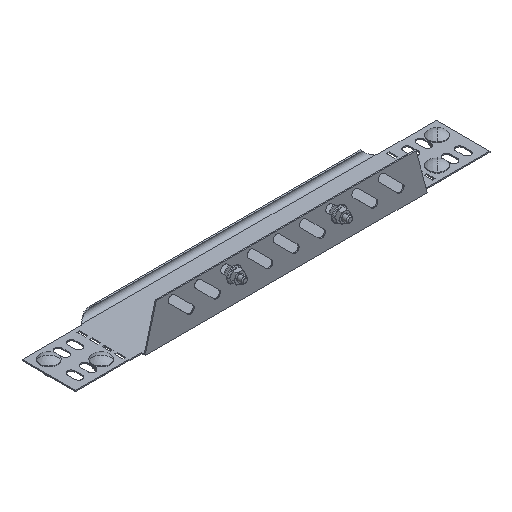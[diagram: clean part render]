
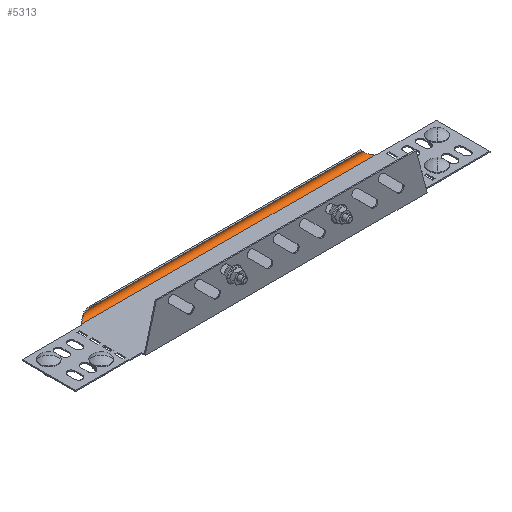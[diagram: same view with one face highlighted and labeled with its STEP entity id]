
A CAD part, isometric view. The second image highlights one B-rep face of the part: STEP entity #5313.
In plain terms, the highlighted cylindrical face has radius 4 mm (diameter 8 mm), a partial arc.
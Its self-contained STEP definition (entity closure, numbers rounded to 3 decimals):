
#107 = CARTESIAN_POINT ( 'NONE',  ( -129.59, 58.106, 7.551 ) ) ;
#235 = CARTESIAN_POINT ( 'NONE',  ( -132.683, 59.019, 4.999 ) ) ;
#316 = DIRECTION ( 'NONE',  ( -1., 0., 0. ) ) ;
#355 = CARTESIAN_POINT ( 'NONE',  ( 137.542, 56.896, 1.456 ) ) ;
#380 = CARTESIAN_POINT ( 'NONE',  ( 130.032, 58.343, 7.232 ) ) ;
#501 = CYLINDRICAL_SURFACE ( 'NONE', #7086, 4. ) ;
#834 = VERTEX_POINT ( 'NONE', #6443 ) ;
#876 = CARTESIAN_POINT ( 'NONE',  ( -138.868, 55.785, 1.058 ) ) ;
#901 = CARTESIAN_POINT ( 'NONE',  ( 130.915, 58.713, 6.539 ) ) ;
#932 = CARTESIAN_POINT ( 'NONE',  ( 136.217, 57.843, 2.159 ) ) ;
#1117 = FACE_OUTER_BOUND ( 'NONE', #4636, .T. ) ;
#1192 = EDGE_CURVE ( 'NONE', #5153, #834, #4640, .T. ) ;
#1523 = CARTESIAN_POINT ( 'NONE',  ( 132.683, 59.019, 4.999 ) ) ;
#1549 = CARTESIAN_POINT ( 'NONE',  ( 139.309, 55.393, 1. ) ) ;
#1832 = CARTESIAN_POINT ( 'NONE',  ( -129.148, 57.828, 7.828 ) ) ;
#1941 = VERTEX_POINT ( 'NONE', #5667 ) ;
#2079 = CARTESIAN_POINT ( 'NONE',  ( -134.891, 58.545, 3.106 ) ) ;
#2111 = CARTESIAN_POINT ( 'NONE',  ( 138.868, 55.785, 1.058 ) ) ;
#2642 = CARTESIAN_POINT ( 'NONE',  ( 197.5, 57.828, 7.828 ) ) ;
#3173 = VERTEX_POINT ( 'NONE', #5611 ) ;
#3381 = LINE ( 'NONE', #2642, #5297 ) ;
#3606 = EDGE_CURVE ( 'NONE', #3173, #1941, #3671, .T. ) ;
#3614 = CARTESIAN_POINT ( 'NONE',  ( -134.008, 58.846, 3.832 ) ) ;
#3671 = B_SPLINE_CURVE_WITH_KNOTS ( 'NONE', 3,
 ( #1832, #107, #5480, #4843, #6008, #3692, #235, #5446, #3614, #2079, #3818, #6167, #3744, #4348, #6076, #876, #6650, #7236 ),
 .UNSPECIFIED., .F., .F.,
 ( 4, 2, 2, 2, 2, 2, 2, 2, 4 ),
 ( 0., 0.125, 0.25, 0.375, 0.5, 0.625, 0.75, 0.875, 1. ),
 .UNSPECIFIED. ) ;
#3692 = CARTESIAN_POINT ( 'NONE',  ( -132.241, 59., 5.395 ) ) ;
#3744 = CARTESIAN_POINT ( 'NONE',  ( -136.659, 57.549, 1.892 ) ) ;
#3803 = ORIENTED_EDGE ( 'NONE', *, *, #4880, .T. ) ;
#3818 = CARTESIAN_POINT ( 'NONE',  ( -135.333, 58.341, 2.766 ) ) ;
#3901 = CARTESIAN_POINT ( 'NONE',  ( 129.148, 57.828, 7.828 ) ) ;
#4238 = VECTOR ( 'NONE', #4890, 1000. ) ;
#4348 = CARTESIAN_POINT ( 'NONE',  ( -137.542, 56.896, 1.456 ) ) ;
#4367 = ORIENTED_EDGE ( 'NONE', *, *, #5276, .F. ) ;
#4401 = CARTESIAN_POINT ( 'NONE',  ( 197.5, 55., 1. ) ) ;
#4423 = CARTESIAN_POINT ( 'NONE',  ( 279.705, 55., 5. ) ) ;
#4445 = CARTESIAN_POINT ( 'NONE',  ( 137.984, 56.537, 1.286 ) ) ;
#4636 = EDGE_LOOP ( 'NONE', ( #6465, #4367, #5666, #3803 ) ) ;
#4640 = B_SPLINE_CURVE_WITH_KNOTS ( 'NONE', 3,
 ( #6732, #1549, #2111, #4445, #355, #6156, #932, #5030, #5602, #7360, #4985, #1523, #7315, #5583, #901, #380, #6211, #3901 ),
 .UNSPECIFIED., .F., .F.,
 ( 4, 2, 2, 2, 2, 2, 2, 2, 4 ),
 ( 0., 0.125, 0.25, 0.375, 0.5, 0.625, 0.75, 0.875, 1. ),
 .UNSPECIFIED. ) ;
#4843 = CARTESIAN_POINT ( 'NONE',  ( -130.915, 58.713, 6.539 ) ) ;
#4853 = LINE ( 'NONE', #4401, #4238 ) ;
#4880 = EDGE_CURVE ( 'NONE', #834, #3173, #3381, .T. ) ;
#4890 = DIRECTION ( 'NONE',  ( -1., 0., 0. ) ) ;
#4985 = CARTESIAN_POINT ( 'NONE',  ( 133.566, 58.942, 4.217 ) ) ;
#5030 = CARTESIAN_POINT ( 'NONE',  ( 135.333, 58.341, 2.766 ) ) ;
#5153 = VERTEX_POINT ( 'NONE', #6551 ) ;
#5276 = EDGE_CURVE ( 'NONE', #5153, #1941, #4853, .T. ) ;
#5297 = VECTOR ( 'NONE', #7287, 1000. ) ;
#5313 = ADVANCED_FACE ( 'NONE', ( #1117 ), #501, .F. ) ;
#5446 = CARTESIAN_POINT ( 'NONE',  ( -133.566, 58.942, 4.217 ) ) ;
#5480 = CARTESIAN_POINT ( 'NONE',  ( -130.032, 58.343, 7.232 ) ) ;
#5583 = CARTESIAN_POINT ( 'NONE',  ( 131.357, 58.847, 6.166 ) ) ;
#5602 = CARTESIAN_POINT ( 'NONE',  ( 134.891, 58.545, 3.106 ) ) ;
#5611 = CARTESIAN_POINT ( 'NONE',  ( -129.148, 57.828, 7.828 ) ) ;
#5666 = ORIENTED_EDGE ( 'NONE', *, *, #1192, .T. ) ;
#5667 = CARTESIAN_POINT ( 'NONE',  ( -139.751, 55., 1. ) ) ;
#6008 = CARTESIAN_POINT ( 'NONE',  ( -131.357, 58.847, 6.166 ) ) ;
#6076 = CARTESIAN_POINT ( 'NONE',  ( -137.984, 56.537, 1.286 ) ) ;
#6156 = CARTESIAN_POINT ( 'NONE',  ( 136.659, 57.549, 1.892 ) ) ;
#6167 = CARTESIAN_POINT ( 'NONE',  ( -136.217, 57.843, 2.159 ) ) ;
#6211 = CARTESIAN_POINT ( 'NONE',  ( 129.59, 58.106, 7.551 ) ) ;
#6443 = CARTESIAN_POINT ( 'NONE',  ( 129.148, 57.828, 7.828 ) ) ;
#6465 = ORIENTED_EDGE ( 'NONE', *, *, #3606, .T. ) ;
#6551 = CARTESIAN_POINT ( 'NONE',  ( 139.751, 55., 1. ) ) ;
#6650 = CARTESIAN_POINT ( 'NONE',  ( -139.309, 55.393, 1. ) ) ;
#6732 = CARTESIAN_POINT ( 'NONE',  ( 139.751, 55., 1. ) ) ;
#7086 = AXIS2_PLACEMENT_3D ( 'NONE', #4423, #316, #7219 ) ;
#7219 = DIRECTION ( 'NONE',  ( 0., 0., 1. ) ) ;
#7236 = CARTESIAN_POINT ( 'NONE',  ( -139.751, 55., 1. ) ) ;
#7287 = DIRECTION ( 'NONE',  ( -1., 0., 0. ) ) ;
#7315 = CARTESIAN_POINT ( 'NONE',  ( 132.241, 59., 5.395 ) ) ;
#7360 = CARTESIAN_POINT ( 'NONE',  ( 134.008, 58.846, 3.832 ) ) ;
